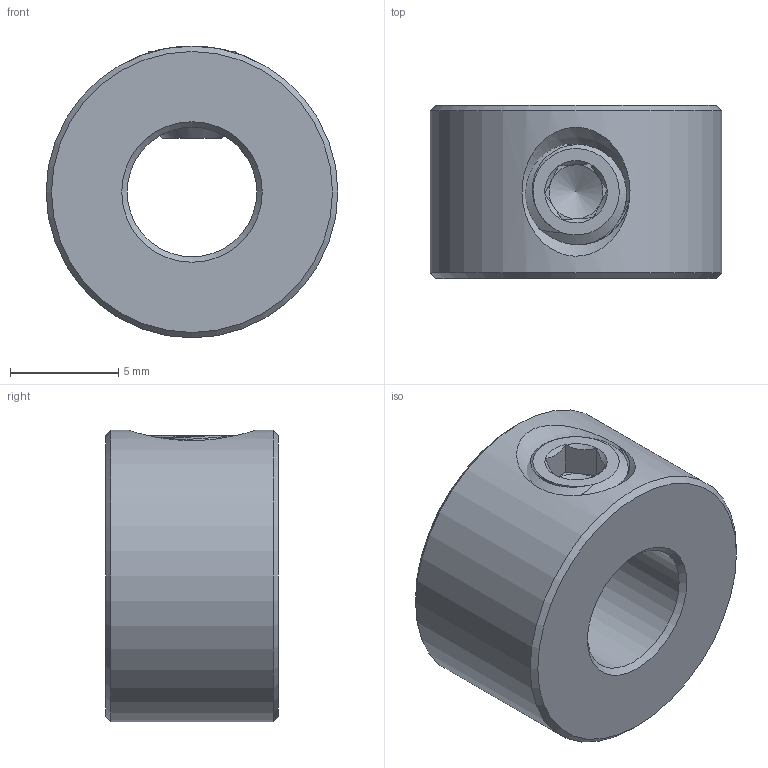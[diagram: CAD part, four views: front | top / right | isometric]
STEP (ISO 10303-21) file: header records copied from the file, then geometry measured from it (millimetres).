
FILE_DESCRIPTION( ( '' ), ' ' );
FILE_NAME( '5a2ae0025214870eedd3edf3.step', '2017-12-08T18:55:00', ( '' ), ( '' ), ' ', ' ', ' ' );
FILE_SCHEMA( ( 'AUTOMOTIVE_DESIGN { 1 0 10303 214 1 1 1 1 }' ) );
Length unit declared in the file: metre
Products named in the file (3): Assem1; 2906-0006-0008; 2806-0004-0004_91390A117
Assembly tree (2 placements, depth 2):
  Assem1
    2906-0006-0008
    2806-0004-0004_91390A117
Bounding box: 13.5 x 8 x 13.5 mm (x, y, z)
Volume: 896.6 mm3; surface area: 874.6 mm2
Topology: 2 solids, 2 shells, 50 faces, 178 edges, 129 vertices
Faces by surface type: cone 16, plane 15, cylinder 10, bspline 9
Full cylindrical faces by diameter (mm): 6 x1, 13.5 x1
Entity records: 3599 total; most frequent: CARTESIAN_POINT 1960, ORIENTED_EDGE 320, DIRECTION 174, EDGE_CURVE 160, VERTEX_POINT 126, AXIS2_PLACEMENT_3D 78, EDGE_LOOP 62, FACE_OUTER_BOUND 51
